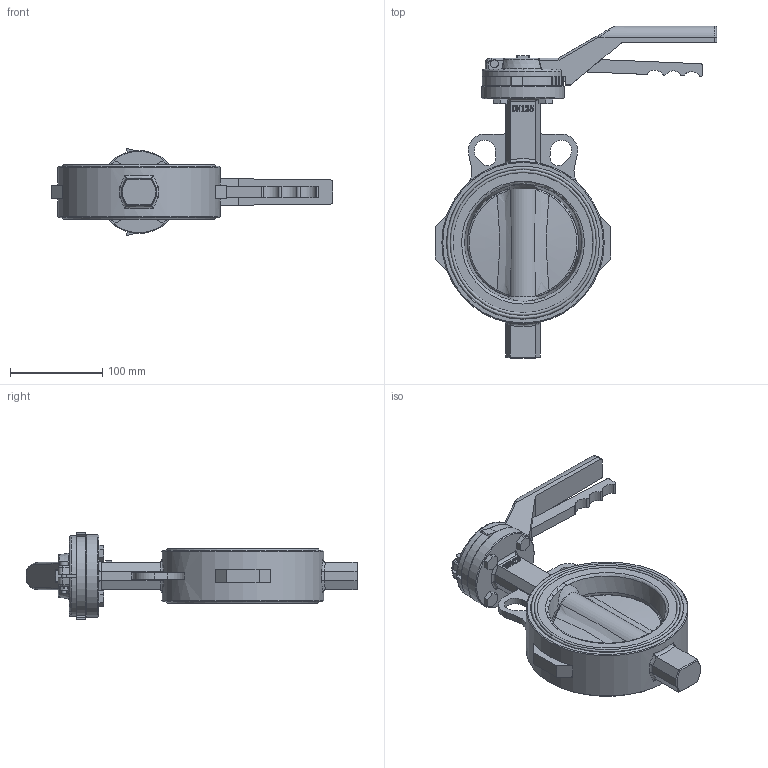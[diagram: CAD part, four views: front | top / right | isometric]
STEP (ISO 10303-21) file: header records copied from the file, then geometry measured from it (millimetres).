
FILE_DESCRIPTION(/* description */ ('Unknown','CAx-IF Rec.Pracs.---Representation and Presentation of Product Manufacturing Information (PMI)---4.0---2014-10-13','CAx-IF Rec.Pracs.---3D Tessellated Geometry---0.4---2014-09-14','2;1'),/* implementation_level */ '2;1');
FILE_NAME(/* name */ '5400-13',/* time_stamp */ '2024-02-23T09:56:18+01:00',/* author */ ('Unknown'),/* organization */ ('Unknown'),/* preprocessor_version */ 'ST-DEVELOPER v18.102',/* originating_system */ 'Solid Edge',/* authorisation */ 'Unknown');
FILE_SCHEMA (('AP242_MANAGED_MODEL_BASED_3D_ENGINEERING_MIM_LF { 1 0 10303 442 1 1 4 }'));
Length unit declared in the file: millimetre
Products named in the file (14): 5400-13_PTFE-WAFER_DN125; M8x20; Handhebel 040-150; DIN912M5x30; DIN934_M5; ISO-Flansch; 5.400.125; bushing1; shaft2; disc; seat; 5.400.125_Körper; 5.400.125_Spindel
Assembly tree (17 placements, depth 3):
  5400-13_PTFE-WAFER_DN125
    M8x20  x4
    Handhebel 040-150
      Handhebel 040-150
      DIN912M5x30
      DIN934_M5
      ISO-Flansch
    5.400.125
      bushing1  x2
      shaft2
      disc
      seat
      5.400.125_Körper
      5.400.125_Spindel
Bounding box: 305 x 360 x 94.31 mm (x, y, z)
Volume: 1322581.9 mm3; surface area: 350345.5 mm2
Topology: 15 solids, 15 shells, 781 faces, 2073 edges, 1354 vertices
Faces by surface type: plane 387, cylinder 185, bspline 129, torus 48, cone 32
Full cylindrical faces by diameter (mm): 4.134 x1, 4.917 x4, 5 x2, 6 x2, 6.647 x4, 7 x4, 8 x4, 8.5 x1, 9 x4, 10 x4, 13 x1, 14.5 x1, 15 x1, 18 x2, 18.92 x3, 19.2 x3, 23.8 x4, 23.88 x2, 30 x2, 31.6 x1, 90 x1, 132.5 x2, 132.6 x2, 152 x4, 165 x2, 166 x2, 176 x1
Entity records: 32964 total; most frequent: CARTESIAN_POINT 12993, ORIENTED_EDGE 3694, DIRECTION 3268, EDGE_CURVE 1847, VERTEX_POINT 1257, AXIS2_PLACEMENT_3D 1152, LINE 964, VECTOR 964
